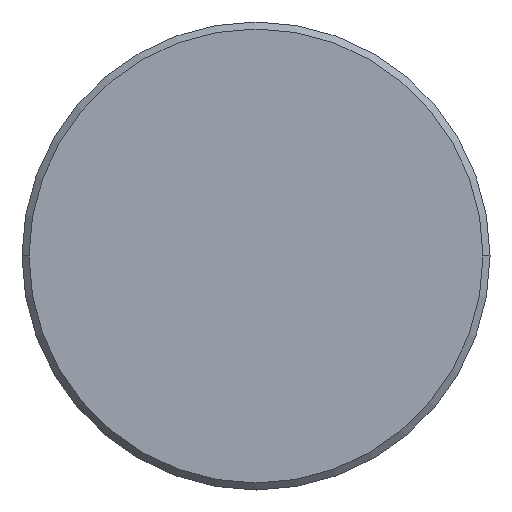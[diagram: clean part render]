
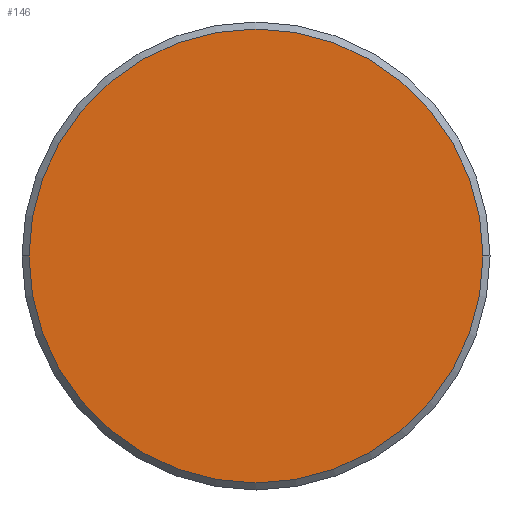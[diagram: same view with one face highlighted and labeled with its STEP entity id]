
A CAD part, left-side view. The second image highlights one B-rep face of the part: STEP entity #146.
In plain terms, the highlighted planar face has unit normal (-1, 0, 0).
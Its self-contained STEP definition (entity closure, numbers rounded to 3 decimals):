
#24 = DIRECTION ( 'NONE',  ( 1., 0., 0. ) ) ;
#27 = PLANE ( 'NONE',  #59 ) ;
#29 = EDGE_CURVE ( 'NONE', #185, #293, #306, .T. ) ;
#53 = EDGE_CURVE ( 'NONE', #293, #185, #108, .T. ) ;
#59 = AXIS2_PLACEMENT_3D ( 'NONE', #265, #77, #246 ) ;
#77 = DIRECTION ( 'NONE',  ( -1., 0., 0. ) ) ;
#79 = CARTESIAN_POINT ( 'NONE',  ( -65., -9.7, 0. ) ) ;
#84 = ORIENTED_EDGE ( 'NONE', *, *, #53, .F. ) ;
#108 = CIRCLE ( 'NONE', #216, 9.7 ) ;
#139 = CARTESIAN_POINT ( 'NONE',  ( -65., 0., 0. ) ) ;
#146 = ADVANCED_FACE ( 'NONE', ( #147 ), #27, .T. ) ;
#147 = FACE_OUTER_BOUND ( 'NONE', #217, .T. ) ;
#154 = AXIS2_PLACEMENT_3D ( 'NONE', #139, #309, #164 ) ;
#164 = DIRECTION ( 'NONE',  ( 0., 1., 0. ) ) ;
#165 = CARTESIAN_POINT ( 'NONE',  ( -65., 0., 0. ) ) ;
#185 = VERTEX_POINT ( 'NONE', #213 ) ;
#188 = DIRECTION ( 'NONE',  ( 0., 1., 0. ) ) ;
#213 = CARTESIAN_POINT ( 'NONE',  ( -65., 9.7, 0. ) ) ;
#216 = AXIS2_PLACEMENT_3D ( 'NONE', #165, #24, #188 ) ;
#217 = EDGE_LOOP ( 'NONE', ( #280, #84 ) ) ;
#246 = DIRECTION ( 'NONE',  ( 0., -1., 0. ) ) ;
#265 = CARTESIAN_POINT ( 'NONE',  ( -65., 0., 0. ) ) ;
#280 = ORIENTED_EDGE ( 'NONE', *, *, #29, .F. ) ;
#293 = VERTEX_POINT ( 'NONE', #79 ) ;
#306 = CIRCLE ( 'NONE', #154, 9.7 ) ;
#309 = DIRECTION ( 'NONE',  ( 1., 0., 0. ) ) ;
